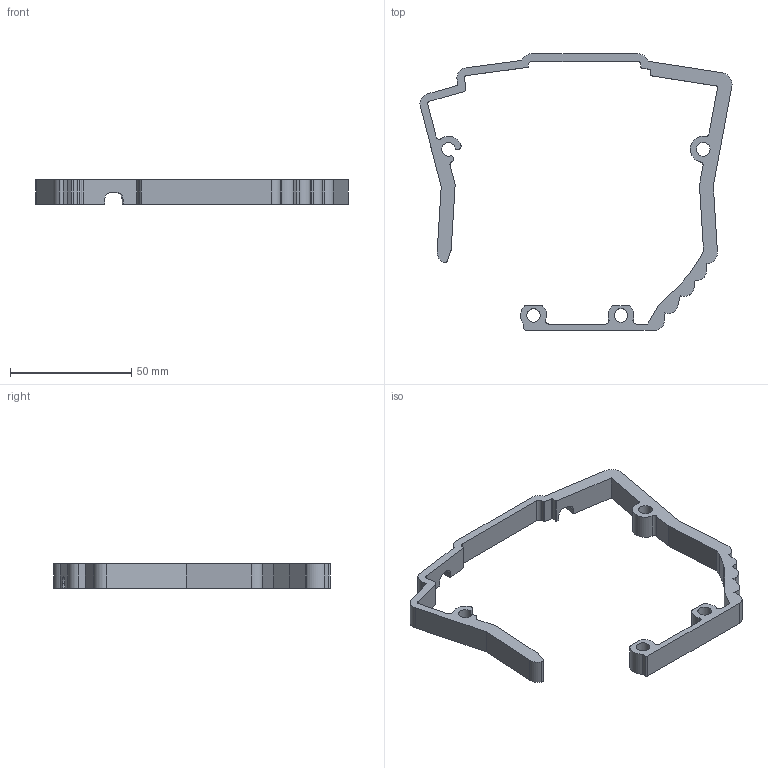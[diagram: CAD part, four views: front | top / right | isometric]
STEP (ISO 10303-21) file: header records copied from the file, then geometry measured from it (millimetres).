
FILE_DESCRIPTION(/* description */ (''),/* implementation_level */ '2;1');
FILE_NAME(/* name */ 'dc32_cowboys_dinosaurs_bumper.step',/* time_stamp */ '2024-06-23T22:57:07-05:00',/* author */ ('hon1nbo'),/* organization */ ('Hacking and Coffee'),/* preprocessor_version */ 'ST-DEVELOPER v20',/* originating_system */ 'Autodesk Translation Framework v13.14.0.145',/* authorisation */ '');
FILE_SCHEMA (('AUTOMOTIVE_DESIGN { 1 0 10303 214 3 1 1 }'));
Length unit declared in the file: inch
Products named in the file (1): dc32_cowbows_indians_bumper
Bounding box: 128.86 x 114.13 x 10.16 mm (x, y, z)
Volume: 17454.5 mm3; surface area: 12136.3 mm2
Topology: 1 solids, 1 shells, 106 faces, 312 edges, 208 vertices
Faces by surface type: plane 56, cylinder 50
Full cylindrical faces by diameter (mm): 5.639 x3
Entity records: 3603 total; most frequent: CARTESIAN_POINT 627, DIRECTION 626, ORIENTED_EDGE 624, EDGE_CURVE 312, LINE 212, VECTOR 212, VERTEX_POINT 208, AXIS2_PLACEMENT_3D 207
